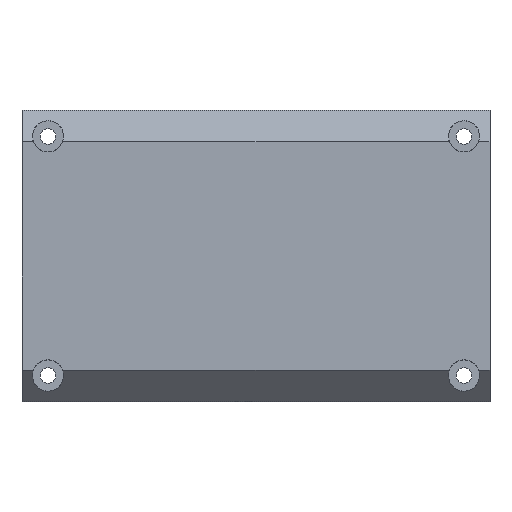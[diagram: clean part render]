
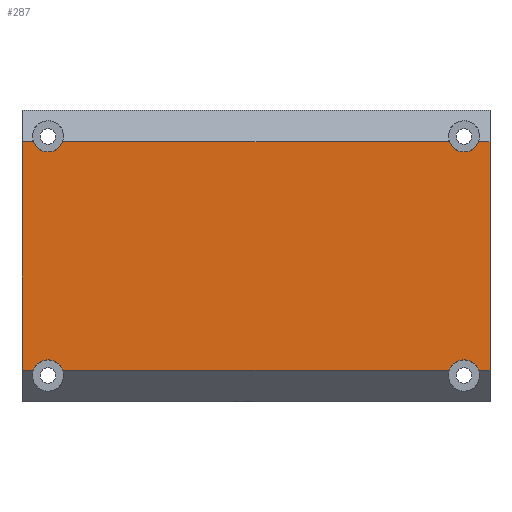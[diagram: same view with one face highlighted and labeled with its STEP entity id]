
A CAD part, top view. The second image highlights one B-rep face of the part: STEP entity #287.
In plain terms, the highlighted planar face has unit normal (0, 0, 1).
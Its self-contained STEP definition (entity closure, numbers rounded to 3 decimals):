
#202 = VERTEX_POINT('',#203);
#203 = CARTESIAN_POINT('',(45.,-22.,18.4));
#218 = VERTEX_POINT('',#219);
#219 = CARTESIAN_POINT('',(-45.,-22.,18.4));
#225 = EDGE_CURVE('',#226,#218,#228,.T.);
#226 = VERTEX_POINT('',#227);
#227 = CARTESIAN_POINT('',(-42.828,-22.,18.4));
#228 = LINE('',#229,#230);
#229 = CARTESIAN_POINT('',(45.,-22.,18.4));
#230 = VECTOR('',#231,1.);
#231 = DIRECTION('',(-1.,0.,0.));
#243 = VERTEX_POINT('',#244);
#244 = CARTESIAN_POINT('',(-37.172,-22.,18.4));
#251 = EDGE_CURVE('',#252,#243,#254,.T.);
#252 = VERTEX_POINT('',#253);
#253 = CARTESIAN_POINT('',(37.172,-22.,18.4));
#254 = LINE('',#255,#256);
#255 = CARTESIAN_POINT('',(45.,-22.,18.4));
#256 = VECTOR('',#257,1.);
#257 = DIRECTION('',(-1.,0.,0.));
#269 = VERTEX_POINT('',#270);
#270 = CARTESIAN_POINT('',(42.828,-22.,18.4));
#277 = EDGE_CURVE('',#202,#269,#278,.T.);
#278 = LINE('',#279,#280);
#279 = CARTESIAN_POINT('',(45.,-22.,18.4));
#280 = VECTOR('',#281,1.);
#281 = DIRECTION('',(-1.,0.,0.));
#287 = ADVANCED_FACE('',(#288),#363,.F.);
#288 = FACE_BOUND('',#289,.F.);
#289 = EDGE_LOOP('',(#290,#298,#299,#306,#307,#314,#315,#323,#331,#340,
    #348,#357));
#290 = ORIENTED_EDGE('',*,*,#291,.F.);
#291 = EDGE_CURVE('',#202,#292,#294,.T.);
#292 = VERTEX_POINT('',#293);
#293 = CARTESIAN_POINT('',(45.,22.,18.4));
#294 = LINE('',#295,#296);
#295 = CARTESIAN_POINT('',(45.,-22.,18.4));
#296 = VECTOR('',#297,1.);
#297 = DIRECTION('',(0.,1.,0.));
#298 = ORIENTED_EDGE('',*,*,#277,.T.);
#299 = ORIENTED_EDGE('',*,*,#300,.F.);
#300 = EDGE_CURVE('',#252,#269,#301,.T.);
#301 = CIRCLE('',#302,3.);
#302 = AXIS2_PLACEMENT_3D('',#303,#304,#305);
#303 = CARTESIAN_POINT('',(40.,-23.,18.4));
#304 = DIRECTION('',(0.,0.,-1.));
#305 = DIRECTION('',(-1.,0.,0.));
#306 = ORIENTED_EDGE('',*,*,#251,.T.);
#307 = ORIENTED_EDGE('',*,*,#308,.F.);
#308 = EDGE_CURVE('',#226,#243,#309,.T.);
#309 = CIRCLE('',#310,3.);
#310 = AXIS2_PLACEMENT_3D('',#311,#312,#313);
#311 = CARTESIAN_POINT('',(-40.,-23.,18.4));
#312 = DIRECTION('',(0.,0.,-1.));
#313 = DIRECTION('',(-1.,0.,0.));
#314 = ORIENTED_EDGE('',*,*,#225,.T.);
#315 = ORIENTED_EDGE('',*,*,#316,.T.);
#316 = EDGE_CURVE('',#218,#317,#319,.T.);
#317 = VERTEX_POINT('',#318);
#318 = CARTESIAN_POINT('',(-45.,22.,18.4));
#319 = LINE('',#320,#321);
#320 = CARTESIAN_POINT('',(-45.,-22.,18.4));
#321 = VECTOR('',#322,1.);
#322 = DIRECTION('',(0.,1.,0.));
#323 = ORIENTED_EDGE('',*,*,#324,.F.);
#324 = EDGE_CURVE('',#325,#317,#327,.T.);
#325 = VERTEX_POINT('',#326);
#326 = CARTESIAN_POINT('',(-42.828,22.,18.4));
#327 = LINE('',#328,#329);
#328 = CARTESIAN_POINT('',(45.,22.,18.4));
#329 = VECTOR('',#330,1.);
#330 = DIRECTION('',(-1.,0.,0.));
#331 = ORIENTED_EDGE('',*,*,#332,.F.);
#332 = EDGE_CURVE('',#333,#325,#335,.T.);
#333 = VERTEX_POINT('',#334);
#334 = CARTESIAN_POINT('',(-37.172,22.,18.4));
#335 = CIRCLE('',#336,3.);
#336 = AXIS2_PLACEMENT_3D('',#337,#338,#339);
#337 = CARTESIAN_POINT('',(-40.,23.,18.4));
#338 = DIRECTION('',(0.,0.,-1.));
#339 = DIRECTION('',(-1.,0.,0.));
#340 = ORIENTED_EDGE('',*,*,#341,.F.);
#341 = EDGE_CURVE('',#342,#333,#344,.T.);
#342 = VERTEX_POINT('',#343);
#343 = CARTESIAN_POINT('',(37.172,22.,18.4));
#344 = LINE('',#345,#346);
#345 = CARTESIAN_POINT('',(45.,22.,18.4));
#346 = VECTOR('',#347,1.);
#347 = DIRECTION('',(-1.,0.,0.));
#348 = ORIENTED_EDGE('',*,*,#349,.F.);
#349 = EDGE_CURVE('',#350,#342,#352,.T.);
#350 = VERTEX_POINT('',#351);
#351 = CARTESIAN_POINT('',(42.828,22.,18.4));
#352 = CIRCLE('',#353,3.);
#353 = AXIS2_PLACEMENT_3D('',#354,#355,#356);
#354 = CARTESIAN_POINT('',(40.,23.,18.4));
#355 = DIRECTION('',(0.,0.,-1.));
#356 = DIRECTION('',(-1.,0.,0.));
#357 = ORIENTED_EDGE('',*,*,#358,.F.);
#358 = EDGE_CURVE('',#292,#350,#359,.T.);
#359 = LINE('',#360,#361);
#360 = CARTESIAN_POINT('',(45.,22.,18.4));
#361 = VECTOR('',#362,1.);
#362 = DIRECTION('',(-1.,0.,0.));
#363 = PLANE('',#364);
#364 = AXIS2_PLACEMENT_3D('',#365,#366,#367);
#365 = CARTESIAN_POINT('',(45.,-22.,18.4));
#366 = DIRECTION('',(0.,0.,-1.));
#367 = DIRECTION('',(0.,1.,0.));
